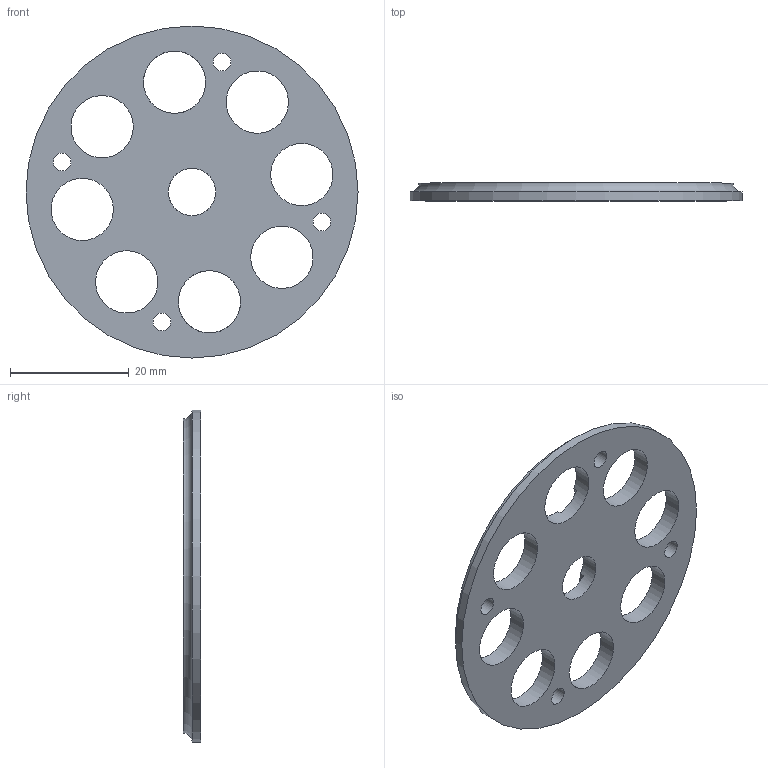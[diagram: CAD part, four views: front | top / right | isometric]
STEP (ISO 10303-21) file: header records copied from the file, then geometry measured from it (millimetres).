
FILE_DESCRIPTION(/* description */ (''),/* implementation_level */ '2;1');
FILE_NAME(/* name */ 'Wheel_Right_v1.1.stp',/* time_stamp */ '2023-03-07T12:39:57+01:00',/* author */ ('Oudenas'),/* organization */ (''),/* preprocessor_version */ 'ST-DEVELOPER v17',/* originating_system */ 'Autodesk Inventor 2019',/* authorisation */ '');
FILE_SCHEMA (('AUTOMOTIVE_DESIGN { 1 0 10303 214 3 1 1 }'));
Length unit declared in the file: millimetre
Products named in the file (1): Wheel_Right_v1.1
Bounding box: 56 x 3 x 56 mm (x, y, z)
Volume: 4681.5 mm3; surface area: 4804.5 mm2
Topology: 1 solids, 1 shells, 54 faces, 155 edges, 103 vertices
Faces by surface type: cylinder 19, plane 19, bspline 15, torus 1
Full cylindrical faces by diameter (mm): 3 x4, 8 x1, 10.5 x8, 56 x1
Entity records: 2058 total; most frequent: CARTESIAN_POINT 610, ORIENTED_EDGE 310, DIRECTION 251, EDGE_CURVE 155, VERTEX_POINT 103, AXIS2_PLACEMENT_3D 88, EDGE_LOOP 80, LINE 75
